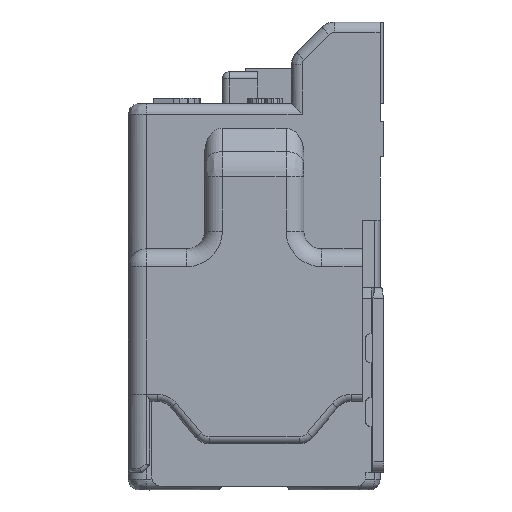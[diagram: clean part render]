
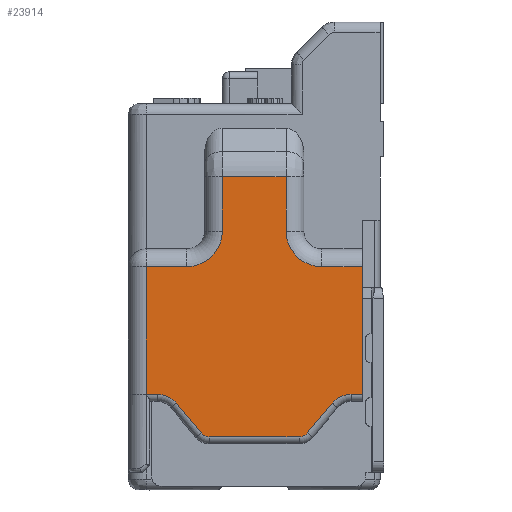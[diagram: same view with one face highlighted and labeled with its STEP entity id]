
A CAD part, left-side view. The second image highlights one B-rep face of the part: STEP entity #23914.
In plain terms, the highlighted planar face has unit normal (-1, 0, 0).
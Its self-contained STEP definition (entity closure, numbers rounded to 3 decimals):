
#4696=DIRECTION('',(0.,1.,0.));
#4697=VECTOR('',#4696,0.316);
#4698=CARTESIAN_POINT('',(-10.,3.584,-6.7));
#4699=LINE('',#4698,#4697);
#4829=CARTESIAN_POINT('',(-10.,2.75,-2.1));
#4830=DIRECTION('',(1.,0.,0.));
#4831=DIRECTION('',(0.,-1.,0.));
#4832=AXIS2_PLACEMENT_3D('',#4829,#4830,#4831);
#4834=CARTESIAN_POINT('',(-10.,-1.05,-2.1));
#4835=DIRECTION('',(1.,0.,0.));
#4836=DIRECTION('',(0.,0.,-1.));
#4837=AXIS2_PLACEMENT_3D('',#4834,#4835,#4836);
#4839=DIRECTION('',(0.,0.,1.));
#4840=VECTOR('',#4839,3.6);
#4841=CARTESIAN_POINT('',(-10.,-2.2,-6.7));
#4842=LINE('',#4841,#4840);
#4843=CARTESIAN_POINT('',(-10.,-1.884,-7.4));
#4844=DIRECTION('',(1.,0.,0.));
#4845=DIRECTION('',(0.,0.768,0.64));
#4846=AXIS2_PLACEMENT_3D('',#4843,#4844,#4845);
#4848=DIRECTION('',(0.,-0.64,0.768));
#4849=VECTOR('',#4848,1.094);
#4850=CARTESIAN_POINT('',(-10.,-0.646,-7.792));
#4851=LINE('',#4850,#4849);
#4852=CARTESIAN_POINT('',(-10.,-0.416,-7.6));
#4853=DIRECTION('',(-1.,0.,0.));
#4854=DIRECTION('',(0.,0.,-1.));
#4855=AXIS2_PLACEMENT_3D('',#4852,#4853,#4854);
#4857=CARTESIAN_POINT('',(-10.,2.116,-7.6));
#4858=DIRECTION('',(-1.,0.,0.));
#4859=DIRECTION('',(0.,0.768,-0.64));
#4860=AXIS2_PLACEMENT_3D('',#4857,#4858,#4859);
#4862=DIRECTION('',(0.,-0.64,-0.768));
#4863=VECTOR('',#4862,1.094);
#4864=CARTESIAN_POINT('',(-10.,3.046,-6.952));
#4865=LINE('',#4864,#4863);
#4866=CARTESIAN_POINT('',(-10.,3.584,-7.4));
#4867=DIRECTION('',(1.,0.,0.));
#4868=DIRECTION('',(0.,0.,1.));
#4869=AXIS2_PLACEMENT_3D('',#4866,#4867,#4868);
#4871=DIRECTION('',(0.,-1.,0.));
#4872=VECTOR('',#4871,1.15);
#4873=CARTESIAN_POINT('',(-10.,3.9,-3.1));
#4874=LINE('',#4873,#4872);
#5892=DIRECTION('',(0.,0.,1.));
#5893=VECTOR('',#5892,3.6);
#5894=CARTESIAN_POINT('',(-10.,3.9,
-6.7));
#5895=LINE('',#5894,#5893);
#6204=DIRECTION('',(0.,1.,0.));
#6205=VECTOR('',#6204,2.532);
#6206=CARTESIAN_POINT('',(-10.,-0.416,-7.9));
#6207=LINE('',#6206,#6205);
#6246=DIRECTION('',(0.,1.,0.));
#6247=VECTOR('',#6246,0.316);
#6248=CARTESIAN_POINT('',(-10.,-2.2,-6.7));
#6249=LINE('',#6248,#6247);
#6298=DIRECTION('',(0.,-1.,0.));
#6299=VECTOR('',#6298,1.15);
#6300=CARTESIAN_POINT('',(-10.,-1.05,-3.1));
#6301=LINE('',#6300,#6299);
#6317=DIRECTION('',(0.,0.,-1.));
#6318=VECTOR('',#6317,1.536);
#6319=CARTESIAN_POINT('',(-10.,-0.05,
-0.564));
#6320=LINE('',#6319,#6318);
#6340=DIRECTION('',(0.,-1.,0.));
#6341=VECTOR('',#6340,1.8);
#6342=CARTESIAN_POINT('',(-10.,1.75,
-0.564));
#6343=LINE('',#6342,#6341);
#6363=DIRECTION('',(0.,0.,1.));
#6364=VECTOR('',#6363,1.536);
#6365=CARTESIAN_POINT('',(-10.,1.75,-2.1));
#6366=LINE('',#6365,#6364);
#14360=CARTESIAN_POINT('',(-10.,-2.2,-3.1));
#14361=VERTEX_POINT('',#14360);
#14362=CARTESIAN_POINT('',(-10.,-2.2,-6.7));
#14363=VERTEX_POINT('',#14362);
#16159=CARTESIAN_POINT('',(-10.,3.9,
-6.7));
#16161=VERTEX_POINT('',#16159);
#16171=CARTESIAN_POINT('',(-10.,3.9,-3.1));
#16172=VERTEX_POINT('',#16171);
#16173=CARTESIAN_POINT('',(-10.,2.75,-3.1));
#16174=VERTEX_POINT('',#16173);
#16175=CARTESIAN_POINT('',(-10.,1.75,-2.1));
#16176=VERTEX_POINT('',#16175);
#16177=CARTESIAN_POINT('',(-10.,1.75,
-0.564));
#16178=VERTEX_POINT('',#16177);
#16179=CARTESIAN_POINT('',(-10.,-0.05,
-0.564));
#16180=VERTEX_POINT('',#16179);
#16181=CARTESIAN_POINT('',(-10.,-0.05,-2.1));
#16182=VERTEX_POINT('',#16181);
#16183=CARTESIAN_POINT('',(-10.,-1.05,-3.1));
#16184=VERTEX_POINT('',#16183);
#16243=CARTESIAN_POINT('',(-10.,-1.884,-6.7));
#16244=VERTEX_POINT('',#16243);
#16245=CARTESIAN_POINT('',(-10.,3.584,-6.7));
#16246=VERTEX_POINT('',#16245);
#16247=CARTESIAN_POINT('',(-10.,3.046,-6.952));
#16248=VERTEX_POINT('',#16247);
#16249=CARTESIAN_POINT('',(-10.,2.346,-7.792));
#16250=VERTEX_POINT('',#16249);
#16251=CARTESIAN_POINT('',(-10.,2.116,-7.9));
#16252=VERTEX_POINT('',#16251);
#16253=CARTESIAN_POINT('',(-10.,-0.416,-7.9));
#16254=VERTEX_POINT('',#16253);
#16255=CARTESIAN_POINT('',(-10.,-0.646,-7.792));
#16256=VERTEX_POINT('',#16255);
#16257=CARTESIAN_POINT('',(-10.,-1.346,-6.952));
#16258=VERTEX_POINT('',#16257);
#23873=CARTESIAN_POINT('',(-10.,-2.7,0.));
#23874=DIRECTION('',(-1.,0.,0.));
#23875=DIRECTION('',(0.,-1.,0.));
#23876=AXIS2_PLACEMENT_3D('',#23873,#23874,#23875);
#23877=PLANE('',#23876);
#23879=ORIENTED_EDGE('',*,*,#23878,.T.);
#23881=ORIENTED_EDGE('',*,*,#23880,.F.);
#23883=ORIENTED_EDGE('',*,*,#23882,.T.);
#23885=ORIENTED_EDGE('',*,*,#23884,.T.);
#23887=ORIENTED_EDGE('',*,*,#23886,.T.);
#23889=ORIENTED_EDGE('',*,*,#23888,.F.);
#23891=ORIENTED_EDGE('',*,*,#23890,.T.);
#23893=ORIENTED_EDGE('',*,*,#23892,.F.);
#23895=ORIENTED_EDGE('',*,*,#23894,.T.);
#23897=ORIENTED_EDGE('',*,*,#23896,.F.);
#23899=ORIENTED_EDGE('',*,*,#23898,.F.);
#23901=ORIENTED_EDGE('',*,*,#23900,.F.);
#23903=ORIENTED_EDGE('',*,*,#23902,.T.);
#23905=ORIENTED_EDGE('',*,*,#23904,.F.);
#23907=ORIENTED_EDGE('',*,*,#23906,.F.);
#23908=ORIENTED_EDGE('',*,*,#23864,.F.);
#23909=ORIENTED_EDGE('',*,*,#23741,.T.);
#23911=ORIENTED_EDGE('',*,*,#23910,.T.);
#23912=EDGE_LOOP('',(#23879,#23881,#23883,#23885,#23887,#23889,#23891,#23893,
#23895,#23897,#23899,#23901,#23903,#23905,#23907,#23908,#23909,#23911));
#23913=FACE_OUTER_BOUND('',#23912,.F.);
#4833=CIRCLE('',#4832,1.);
#4838=CIRCLE('',#4837,1.);
#4847=CIRCLE('',#4846,0.7);
#4856=CIRCLE('',#4855,0.3);
#4861=CIRCLE('',#4860,0.3);
#4870=CIRCLE('',#4869,0.7);
#23741=EDGE_CURVE('',#16246,#16161,#4699,.T.);
#23864=EDGE_CURVE('',#16246,#16248,#4870,.T.);
#23878=EDGE_CURVE('',#16172,#16174,#4874,.T.);
#23880=EDGE_CURVE('',#16176,#16174,#4833,.T.);
#23882=EDGE_CURVE('',#16176,#16178,#6366,.T.);
#23884=EDGE_CURVE('',#16178,#16180,#6343,.T.);
#23886=EDGE_CURVE('',#16180,#16182,#6320,.T.);
#23888=EDGE_CURVE('',#16184,#16182,#4838,.T.);
#23890=EDGE_CURVE('',#16184,#14361,#6301,.T.);
#23892=EDGE_CURVE('',#14363,#14361,#4842,.T.);
#23894=EDGE_CURVE('',#14363,#16244,#6249,.T.);
#23896=EDGE_CURVE('',#16258,#16244,#4847,.T.);
#23898=EDGE_CURVE('',#16256,#16258,#4851,.T.);
#23900=EDGE_CURVE('',#16254,#16256,#4856,.T.);
#23902=EDGE_CURVE('',#16254,#16252,#6207,.T.);
#23904=EDGE_CURVE('',#16250,#16252,#4861,.T.);
#23906=EDGE_CURVE('',#16248,#16250,#4865,.T.);
#23910=EDGE_CURVE('',#16161,#16172,#5895,.T.);
#23914=ADVANCED_FACE('',(#23913),#23877,.T.);
